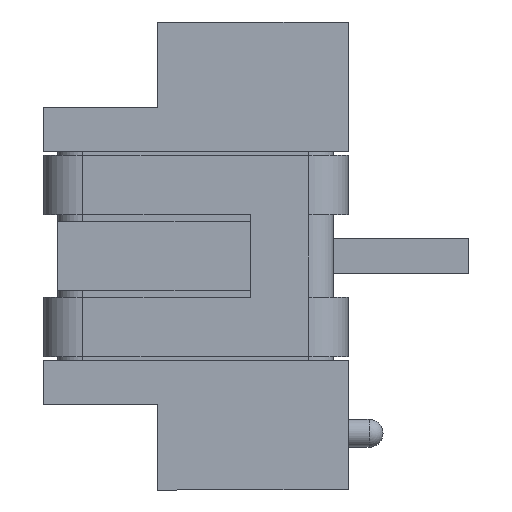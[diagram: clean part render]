
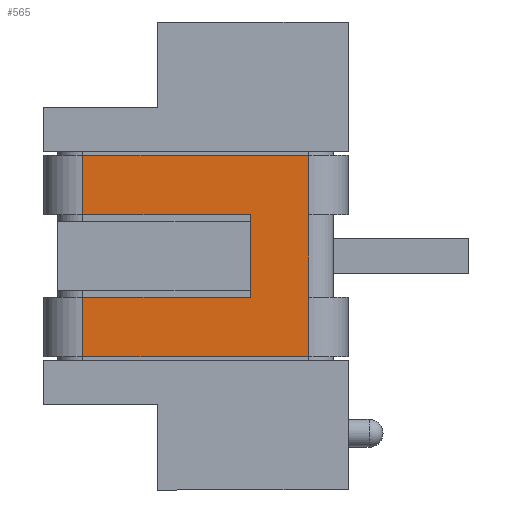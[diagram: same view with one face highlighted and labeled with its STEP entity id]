
A CAD part, left-side view. The second image highlights one B-rep face of the part: STEP entity #565.
In plain terms, the highlighted planar face has unit normal (-1, 0, 0).
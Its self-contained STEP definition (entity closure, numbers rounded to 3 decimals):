
#64 = CARTESIAN_POINT ( 'NONE',  ( -30.1, 1.418, -3.6 ) ) ;
#91 = CARTESIAN_POINT ( 'NONE',  ( -30.1, 1.418, 3.6 ) ) ;
#94 = ORIENTED_EDGE ( 'NONE', *, *, #1800, .T. ) ;
#104 = EDGE_CURVE ( 'NONE', #2459, #3887, #2810, .T. ) ;
#228 = VERTEX_POINT ( 'NONE', #3459 ) ;
#345 = VERTEX_POINT ( 'NONE', #64 ) ;
#346 = CARTESIAN_POINT ( 'NONE',  ( -30.1, 0., -1.475 ) ) ;
#378 = ORIENTED_EDGE ( 'NONE', *, *, #104, .F. ) ;
#448 = LINE ( 'NONE', #2508, #3919 ) ;
#552 = ORIENTED_EDGE ( 'NONE', *, *, #4395, .F. ) ;
#565 = ADVANCED_FACE ( 'NONE', ( #1615 ), #2183, .T. ) ;
#848 = LINE ( 'NONE', #3831, #1346 ) ;
#1102 = EDGE_CURVE ( 'NONE', #1712, #345, #3221, .T. ) ;
#1106 = LINE ( 'NONE', #2501, #3391 ) ;
#1119 = DIRECTION ( 'NONE',  ( 0., 0., -1. ) ) ;
#1201 = VERTEX_POINT ( 'NONE', #4298 ) ;
#1346 = VECTOR ( 'NONE', #2472, 1000. ) ;
#1421 = VECTOR ( 'NONE', #1509, 1000. ) ;
#1501 = VECTOR ( 'NONE', #3191, 1000. ) ;
#1509 = DIRECTION ( 'NONE',  ( 0., 0., 1. ) ) ;
#1610 = AXIS2_PLACEMENT_3D ( 'NONE', #2526, #3555, #1119 ) ;
#1615 = FACE_OUTER_BOUND ( 'NONE', #3662, .T. ) ;
#1664 = EDGE_CURVE ( 'NONE', #1712, #3012, #3476, .T. ) ;
#1712 = VERTEX_POINT ( 'NONE', #3552 ) ;
#1769 = LINE ( 'NONE', #3619, #1501 ) ;
#1800 = EDGE_CURVE ( 'NONE', #2368, #228, #448, .T. ) ;
#1872 = VECTOR ( 'NONE', #3864, 1000. ) ;
#1974 = DIRECTION ( 'NONE',  ( 0., -1., 0. ) ) ;
#2012 = CARTESIAN_POINT ( 'NONE',  ( -30.1, 9.502, -1.475 ) ) ;
#2015 = ORIENTED_EDGE ( 'NONE', *, *, #3435, .T. ) ;
#2147 = ORIENTED_EDGE ( 'NONE', *, *, #1102, .F. ) ;
#2183 = PLANE ( 'NONE',  #1610 ) ;
#2368 = VERTEX_POINT ( 'NONE', #3647 ) ;
#2435 = VECTOR ( 'NONE', #4076, 1000. ) ;
#2459 = VERTEX_POINT ( 'NONE', #2012 ) ;
#2471 = EDGE_CURVE ( 'NONE', #2881, #3387, #3503, .T. ) ;
#2472 = DIRECTION ( 'NONE',  ( 0., 0., 1. ) ) ;
#2501 = CARTESIAN_POINT ( 'NONE',  ( -30.1, 1.418, 3.6 ) ) ;
#2508 = CARTESIAN_POINT ( 'NONE',  ( -30.1, 0., 1.475 ) ) ;
#2526 = CARTESIAN_POINT ( 'NONE',  ( -30.1, 0., 3.6 ) ) ;
#2534 = CARTESIAN_POINT ( 'NONE',  ( -30.1, 3.502, -1.475 ) ) ;
#2627 = CARTESIAN_POINT ( 'NONE',  ( -30.1, 9.502, 3.6 ) ) ;
#2676 = CARTESIAN_POINT ( 'NONE',  ( -30.1, 0., 3.6 ) ) ;
#2713 = ORIENTED_EDGE ( 'NONE', *, *, #2471, .F. ) ;
#2756 = ORIENTED_EDGE ( 'NONE', *, *, #3103, .T. ) ;
#2794 = VECTOR ( 'NONE', #3709, 1000. ) ;
#2810 = LINE ( 'NONE', #346, #3954 ) ;
#2881 = VERTEX_POINT ( 'NONE', #3814 ) ;
#2950 = VECTOR ( 'NONE', #3429, 1000. ) ;
#3012 = VERTEX_POINT ( 'NONE', #4239 ) ;
#3103 = EDGE_CURVE ( 'NONE', #2881, #2368, #1769, .T. ) ;
#3191 = DIRECTION ( 'NONE',  ( 0., 0., -1. ) ) ;
#3221 = LINE ( 'NONE', #4236, #1872 ) ;
#3239 = ORIENTED_EDGE ( 'NONE', *, *, #1664, .T. ) ;
#3387 = VERTEX_POINT ( 'NONE', #91 ) ;
#3391 = VECTOR ( 'NONE', #3879, 1000. ) ;
#3429 = DIRECTION ( 'NONE',  ( 0., -1., 0. ) ) ;
#3435 = EDGE_CURVE ( 'NONE', #2459, #1201, #3783, .T. ) ;
#3448 = ORIENTED_EDGE ( 'NONE', *, *, #4187, .T. ) ;
#3459 = CARTESIAN_POINT ( 'NONE',  ( -30.1, 3.502, 1.475 ) ) ;
#3476 = LINE ( 'NONE', #4270, #1421 ) ;
#3503 = LINE ( 'NONE', #2676, #2435 ) ;
#3543 = LINE ( 'NONE', #4464, #2950 ) ;
#3552 = CARTESIAN_POINT ( 'NONE',  ( -30.1, 1.418, -1.475 ) ) ;
#3555 = DIRECTION ( 'NONE',  ( -1., 0., 0. ) ) ;
#3574 = DIRECTION ( 'NONE',  ( 0., -1., 0. ) ) ;
#3619 = CARTESIAN_POINT ( 'NONE',  ( -30.1, 9.502, 3.6 ) ) ;
#3626 = EDGE_CURVE ( 'NONE', #3887, #228, #848, .T. ) ;
#3642 = ORIENTED_EDGE ( 'NONE', *, *, #3626, .F. ) ;
#3647 = CARTESIAN_POINT ( 'NONE',  ( -30.1, 9.502, 1.475 ) ) ;
#3662 = EDGE_LOOP ( 'NONE', ( #2015, #3448, #2147, #3239, #552, #2713, #2756, #94, #3642, #378 ) ) ;
#3709 = DIRECTION ( 'NONE',  ( 0., 0., -1. ) ) ;
#3783 = LINE ( 'NONE', #2627, #2794 ) ;
#3814 = CARTESIAN_POINT ( 'NONE',  ( -30.1, 9.502, 3.6 ) ) ;
#3831 = CARTESIAN_POINT ( 'NONE',  ( -30.1, 3.502, -1.475 ) ) ;
#3864 = DIRECTION ( 'NONE',  ( 0., 0., -1. ) ) ;
#3879 = DIRECTION ( 'NONE',  ( 0., 0., -1. ) ) ;
#3887 = VERTEX_POINT ( 'NONE', #2534 ) ;
#3919 = VECTOR ( 'NONE', #3574, 1000. ) ;
#3954 = VECTOR ( 'NONE', #1974, 1000. ) ;
#4076 = DIRECTION ( 'NONE',  ( 0., -1., 0. ) ) ;
#4187 = EDGE_CURVE ( 'NONE', #1201, #345, #3543, .T. ) ;
#4236 = CARTESIAN_POINT ( 'NONE',  ( -30.1, 1.418, 3.6 ) ) ;
#4239 = CARTESIAN_POINT ( 'NONE',  ( -30.1, 1.418, 1.475 ) ) ;
#4270 = CARTESIAN_POINT ( 'NONE',  ( -30.1, 1.418, -1.475 ) ) ;
#4298 = CARTESIAN_POINT ( 'NONE',  ( -30.1, 9.502, -3.6 ) ) ;
#4395 = EDGE_CURVE ( 'NONE', #3387, #3012, #1106, .T. ) ;
#4464 = CARTESIAN_POINT ( 'NONE',  ( -30.1, 0., -3.6 ) ) ;
